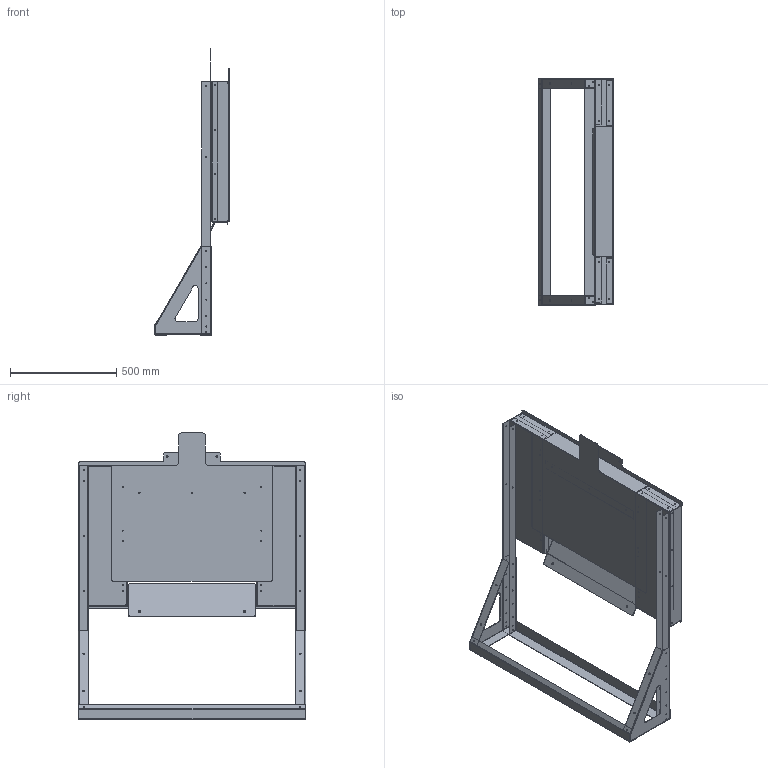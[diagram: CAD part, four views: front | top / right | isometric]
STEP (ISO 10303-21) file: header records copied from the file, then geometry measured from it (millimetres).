
FILE_DESCRIPTION (( 'STEP AP214' ), '1' );
FILE_NAME ('WCP-1528.step', '2024-01-10T21:08:24', ( '' ), ( '' ), 'SwSTEP 2.0', 'SolidWorks 2022', '' );
FILE_SCHEMA (( 'AUTOMOTIVE_DESIGN' ));
Length unit declared in the file: inch
Products named in the file (12): Part 15; WCP-1528; GE-24108-01; GE-24103-01_1; GE-24110-01_2; Part 14; GE-24112; GE-24111; Part 11; GE-24109-01; Part 13; Part 9
Assembly tree (15 placements, depth 2):
  WCP-1528
    GE-24110-01_2  x4
    GE-24112
    GE-24111
    GE-24103-01_1  x2
    Part 15
    Part 13
    Part 11
    GE-24108-01
    Part 9
    GE-24109-01
    Part 14
Bounding box: 350.62 x 1071.37 x 1349.38 mm (x, y, z)
Volume: 5804717.8 mm3; surface area: 5163500.5 mm2
Topology: 15 solids, 15 shells, 945 faces, 2721 edges, 1806 vertices
Faces by surface type: cylinder 685, plane 256, bspline 4
Entity records: 28076 total; most frequent: CARTESIAN_POINT 4170, DIRECTION 3543, ORIENTED_EDGE 3198, EDGE_CURVE 1599, AXIS2_PLACEMENT_3D 1375, VERTEX_POINT 1058, EDGE_LOOP 857, CIRCLE 798
